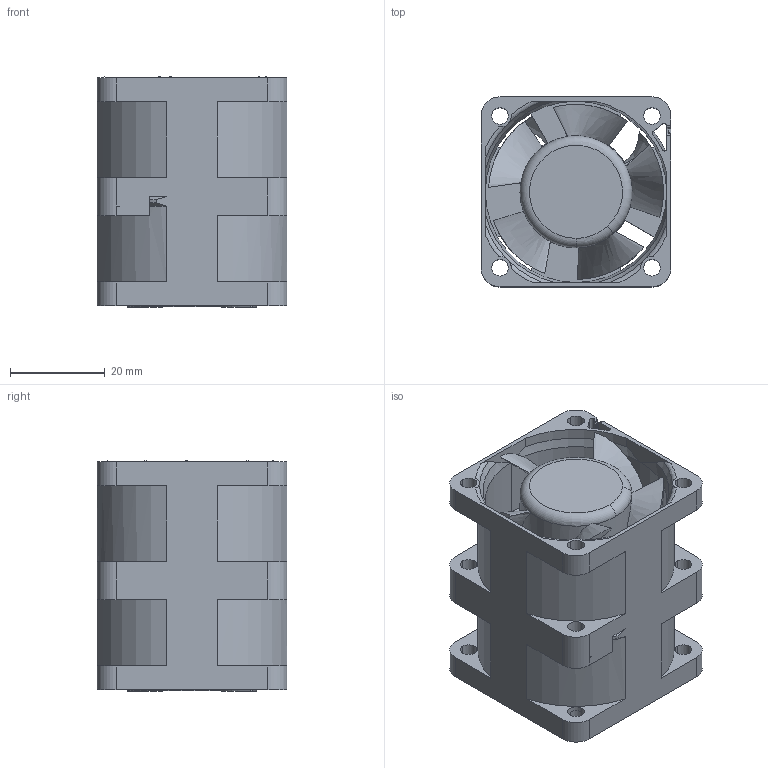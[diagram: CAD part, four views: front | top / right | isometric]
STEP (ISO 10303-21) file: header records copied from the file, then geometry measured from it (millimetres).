
FILE_DESCRIPTION((''),'2;1');
FILE_NAME('3D-GFC0412DG-CMA4','2013-10-24T',('dingguo.xu'),(''),'PRO/ENGINEER BY PARAMETRIC TECHNOLOGY CORPORATION, 2012480','PRO/ENGINEER BY PARAMETRIC TECHNOLOGY CORPORATION, 2012480','');
FILE_SCHEMA(('CONFIG_CONTROL_DESIGN'));
Length unit declared in the file: millimetre
Products named in the file (1): 3D-GFC0412DG-CMA4
Bounding box: 40 x 40 x 48.5 mm (x, y, z)
Volume: 41449.8 mm3; surface area: 22015 mm2
Topology: 1 solids, 1 shells, 388 faces, 1169 edges, 768 vertices
Faces by surface type: cylinder 170, plane 139, bspline 33, torus 30, cone 12, sphere 4
Entity records: 19720 total; most frequent: CARTESIAN_POINT 9211, ORIENTED_EDGE 2330, DIRECTION 2103, EDGE_CURVE 1165, AXIS2_PLACEMENT_3D 789, VERTEX_POINT 768, VECTOR 525, LINE 525
